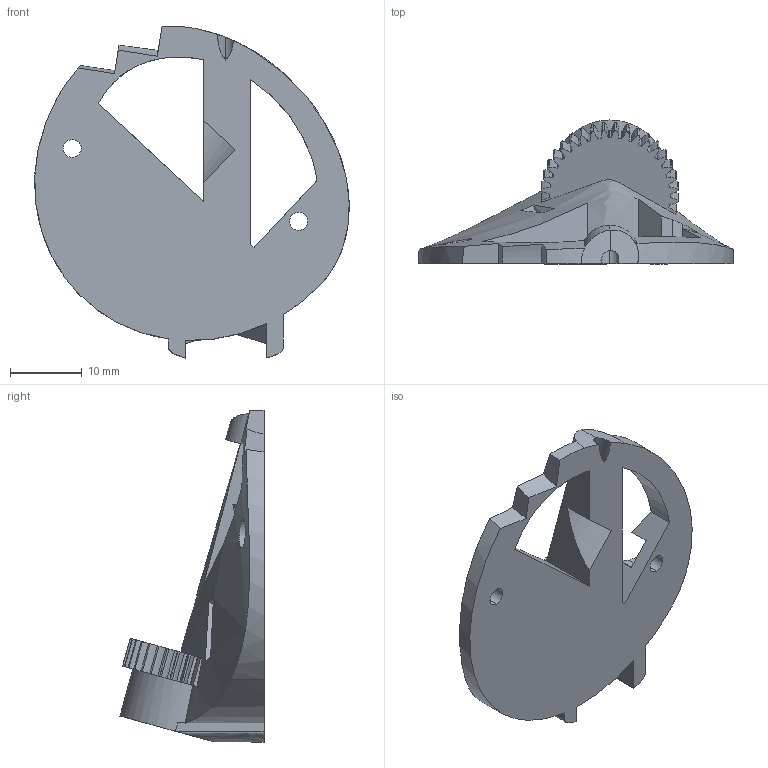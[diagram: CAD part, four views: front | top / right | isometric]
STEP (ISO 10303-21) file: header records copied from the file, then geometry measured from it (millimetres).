
FILE_DESCRIPTION (( 'STEP AP203' ), '1' );
FILE_NAME ('MC - P Geared Rotator R.STEP', '2017-08-02T03:24:22', ( '' ), ( '' ), 'SwSTEP 2.0', 'SolidWorks 2016', '' );
FILE_SCHEMA (( 'CONFIG_CONTROL_DESIGN' ));
Length unit declared in the file: millimetre
Products named in the file (1): MC - P Geared Rotator R
Bounding box: 43.79 x 20.05 x 46.23 mm (x, y, z)
Volume: 7114.9 mm3; surface area: 5177.3 mm2
Topology: 1 solids, 1 shells, 162 faces, 480 edges, 320 vertices
Faces by surface type: cylinder 108, plane 33, bspline 21
Entity records: 6663 total; most frequent: CARTESIAN_POINT 2290, ORIENTED_EDGE 960, DIRECTION 872, EDGE_CURVE 480, AXIS2_PLACEMENT_3D 346, VERTEX_POINT 320, CIRCLE 204, LINE 180
